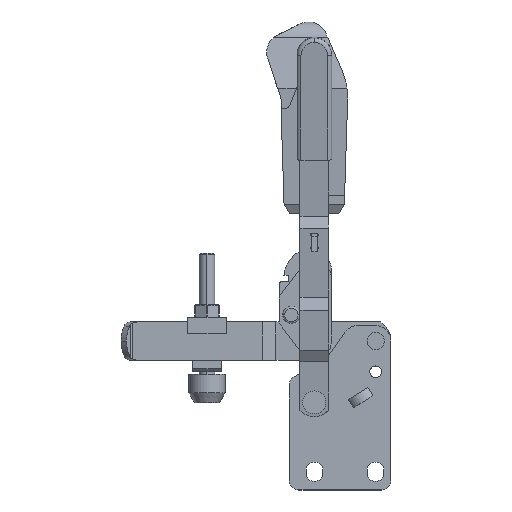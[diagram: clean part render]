
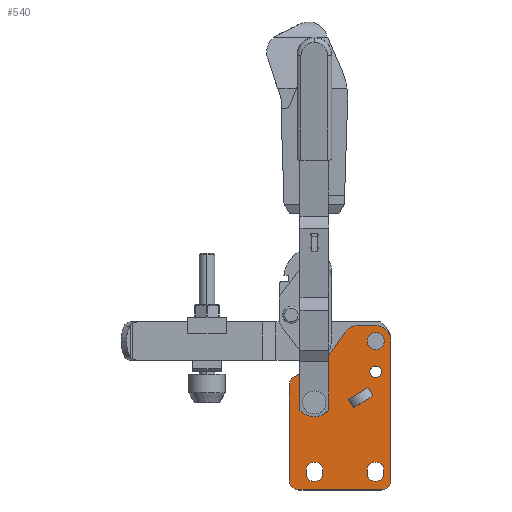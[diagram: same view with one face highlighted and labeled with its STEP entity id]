
A CAD part, top view. The second image highlights one B-rep face of the part: STEP entity #540.
In plain terms, the highlighted planar face has unit normal (0, 0, 1).
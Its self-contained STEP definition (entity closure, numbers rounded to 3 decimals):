
#540=ADVANCED_FACE('NONE',(#1531,#1532,#1533,#1534,#1535,#1536,#1537),#1538,.T.);
#1531=FACE_OUTER_BOUND('',#3048,.T.);
#1532=FACE_BOUND('',#3049,.T.);
#1533=FACE_BOUND('',#3050,.T.);
#1534=FACE_BOUND('',#3051,.T.);
#1535=FACE_BOUND('',#3052,.T.);
#1536=FACE_BOUND('',#3053,.T.);
#1537=FACE_BOUND('',#3054,.T.);
#1538=PLANE('',#3055);
#3048=EDGE_LOOP('',(#4608,#4609,#4610,#4611,#4612,#4613,#4614,#4615,#4616,#4617,#4618,#4619));
#3049=EDGE_LOOP('',(#4620,#4621));
#3050=EDGE_LOOP('',(#4622,#4623));
#3051=EDGE_LOOP('',(#4624,#4625,#4626,#4627));
#3052=EDGE_LOOP('',(#4628,#4629,#4630,#4631));
#3053=EDGE_LOOP('',(#4632,#4633));
#3054=EDGE_LOOP('',(#4634,#4635,#4636,#4637));
#3055=AXIS2_PLACEMENT_3D('',#4638,#4639,#4640);
#4608=ORIENTED_EDGE('',*,*,#8889,.T.);
#4609=ORIENTED_EDGE('',*,*,#8890,.T.);
#4610=ORIENTED_EDGE('',*,*,#8891,.T.);
#4611=ORIENTED_EDGE('',*,*,#8892,.T.);
#4612=ORIENTED_EDGE('',*,*,#8893,.T.);
#4613=ORIENTED_EDGE('',*,*,#8894,.T.);
#4614=ORIENTED_EDGE('',*,*,#8895,.T.);
#4615=ORIENTED_EDGE('',*,*,#8896,.T.);
#4616=ORIENTED_EDGE('',*,*,#8897,.T.);
#4617=ORIENTED_EDGE('',*,*,#8898,.F.);
#4618=ORIENTED_EDGE('',*,*,#8899,.T.);
#4619=ORIENTED_EDGE('',*,*,#8900,.T.);
#4620=ORIENTED_EDGE('',*,*,#8809,.T.);
#4621=ORIENTED_EDGE('',*,*,#8901,.T.);
#4622=ORIENTED_EDGE('',*,*,#8819,.T.);
#4623=ORIENTED_EDGE('',*,*,#8902,.T.);
#4624=ORIENTED_EDGE('',*,*,#8903,.F.);
#4625=ORIENTED_EDGE('',*,*,#8904,.F.);
#4626=ORIENTED_EDGE('',*,*,#8905,.F.);
#4627=ORIENTED_EDGE('',*,*,#8906,.F.);
#4628=ORIENTED_EDGE('',*,*,#8907,.F.);
#4629=ORIENTED_EDGE('',*,*,#8908,.F.);
#4630=ORIENTED_EDGE('',*,*,#8909,.F.);
#4631=ORIENTED_EDGE('',*,*,#8910,.F.);
#4632=ORIENTED_EDGE('',*,*,#8837,.F.);
#4633=ORIENTED_EDGE('',*,*,#8911,.F.);
#4634=ORIENTED_EDGE('',*,*,#8885,.F.);
#4635=ORIENTED_EDGE('',*,*,#8912,.T.);
#4636=ORIENTED_EDGE('',*,*,#8883,.T.);
#4637=ORIENTED_EDGE('',*,*,#8913,.F.);
#4638=CARTESIAN_POINT('',(-40.0,-72.7,7.0));
#4639=DIRECTION('',(0.0,0.0,1.0));
#4640=DIRECTION('',(1.0,0.0,0.0));
#8809=EDGE_CURVE('NONE',#10514,#10512,#10515,.T.);
#8819=EDGE_CURVE('NONE',#10532,#10530,#10533,.T.);
#8837=EDGE_CURVE('NONE',#10563,#10564,#10565,.T.);
#8883=EDGE_CURVE('NONE',#10647,#10644,#10648,.T.);
#8885=EDGE_CURVE('NONE',#10649,#10645,#10651,.T.);
#8889=EDGE_CURVE('NONE',#10655,#10656,#10657,.T.);
#8890=EDGE_CURVE('NONE',#10656,#10658,#10659,.T.);
#8891=EDGE_CURVE('NONE',#10658,#10660,#10661,.T.);
#8892=EDGE_CURVE('NONE',#10660,#10662,#10663,.T.);
#8893=EDGE_CURVE('NONE',#10662,#10664,#10665,.T.);
#8894=EDGE_CURVE('NONE',#10664,#10666,#10667,.T.);
#8895=EDGE_CURVE('NONE',#10666,#10668,#10669,.T.);
#8896=EDGE_CURVE('NONE',#10668,#10670,#10671,.T.);
#8897=EDGE_CURVE('NONE',#10670,#10672,#10673,.T.);
#8898=EDGE_CURVE('NONE',#10674,#10672,#10675,.T.);
#8899=EDGE_CURVE('NONE',#10674,#10676,#10677,.T.);
#8900=EDGE_CURVE('NONE',#10676,#10655,#10678,.T.);
#8901=EDGE_CURVE('NONE',#10512,#10514,#10679,.T.);
#8902=EDGE_CURVE('NONE',#10530,#10532,#10680,.T.);
#8903=EDGE_CURVE('NONE',#10681,#10682,#10683,.T.);
#8904=EDGE_CURVE('NONE',#10684,#10681,#10685,.T.);
#8905=EDGE_CURVE('NONE',#10686,#10684,#10687,.T.);
#8906=EDGE_CURVE('NONE',#10682,#10686,#10688,.T.);
#8907=EDGE_CURVE('NONE',#10689,#10690,#10691,.T.);
#8908=EDGE_CURVE('NONE',#10692,#10689,#10693,.T.);
#8909=EDGE_CURVE('NONE',#10694,#10692,#10695,.T.);
#8910=EDGE_CURVE('NONE',#10690,#10694,#10696,.T.);
#8911=EDGE_CURVE('NONE',#10564,#10563,#10697,.T.);
#8912=EDGE_CURVE('NONE',#10649,#10647,#10698,.T.);
#8913=EDGE_CURVE('NONE',#10645,#10644,#10699,.T.);
#10512=VERTEX_POINT('NONE',#13016);
#10514=VERTEX_POINT('NONE',#13019);
#10515=CIRCLE('',#13020,3.0);
#10530=VERTEX_POINT('NONE',#13038);
#10532=VERTEX_POINT('NONE',#13041);
#10533=CIRCLE('',#13042,3.0);
#10563=VERTEX_POINT('NONE',#13079);
#10564=VERTEX_POINT('NONE',#13080);
#10565=CIRCLE('',#13081,3.0);
#10644=VERTEX_POINT('NONE',#13180);
#10645=VERTEX_POINT('NONE',#13181);
#10647=VERTEX_POINT('NONE',#13183);
#10648=LINE('',#13184,#13185);
#10649=VERTEX_POINT('NONE',#13186);
#10651=LINE('',#13188,#13189);
#10655=VERTEX_POINT('NONE',#13193);
#10656=VERTEX_POINT('NONE',#13194);
#10657=LINE('',#13195,#13196);
#10658=VERTEX_POINT('NONE',#13197);
#10659=CIRCLE('',#13198,5.0);
#10660=VERTEX_POINT('NONE',#13199);
#10661=LINE('',#13200,#13201);
#10662=VERTEX_POINT('NONE',#13202);
#10663=CIRCLE('',#13203,5.0);
#10664=VERTEX_POINT('NONE',#13204);
#10665=LINE('',#13205,#13206);
#10666=VERTEX_POINT('NONE',#13207);
#10667=CIRCLE('',#13208,8.0);
#10668=VERTEX_POINT('NONE',#13209);
#10669=LINE('',#13210,#13211);
#10670=VERTEX_POINT('NONE',#13212);
#10671=CIRCLE('',#13213,8.0);
#10672=VERTEX_POINT('NONE',#13214);
#10673=LINE('',#13215,#13216);
#10674=VERTEX_POINT('NONE',#13217);
#10675=CIRCLE('',#13218,10.5);
#10676=VERTEX_POINT('NONE',#13219);
#10677=LINE('',#13220,#13221);
#10678=CIRCLE('',#13222,5.0);
#10679=CIRCLE('',#13223,3.0);
#10680=CIRCLE('',#13224,3.0);
#10681=VERTEX_POINT('NONE',#13225);
#10682=VERTEX_POINT('NONE',#13226);
#10683=CIRCLE('',#13227,5.0);
#10684=VERTEX_POINT('NONE',#13228);
#10685=LINE('',#13229,#13230);
#10686=VERTEX_POINT('NONE',#13231);
#10687=CIRCLE('',#13232,5.0);
#10688=LINE('',#13233,#13234);
#10689=VERTEX_POINT('NONE',#13235);
#10690=VERTEX_POINT('NONE',#13236);
#10691=LINE('',#13237,#13238);
#10692=VERTEX_POINT('NONE',#13239);
#10693=CIRCLE('',#13240,5.0);
#10694=VERTEX_POINT('NONE',#13241);
#10695=LINE('',#13242,#13243);
#10696=CIRCLE('',#13244,5.0);
#10697=CIRCLE('',#13245,3.0);
#10698=LINE('',#13246,#13247);
#10699=LINE('',#13248,#13249);
#13016=CARTESIAN_POINT('',(3.0,-16.0,7.0));
#13019=CARTESIAN_POINT('',(-3.,-16.0,7.0));
#13020=AXIS2_PLACEMENT_3D('',#17216,#17217,#17218);
#13038=CARTESIAN_POINT('',(-29.0,-32.0,7.0));
#13041=CARTESIAN_POINT('',(-35.0,-32.0,7.0));
#13042=AXIS2_PLACEMENT_3D('',#17232,#17233,#17234);
#13079=CARTESIAN_POINT('',(-3.,0.0,7.0));
#13080=CARTESIAN_POINT('',(3.0,0.0,7.0));
#13081=AXIS2_PLACEMENT_3D('',#17260,#17261,#17262);
#13180=CARTESIAN_POINT('',(-1.414,-28.519,7.0));
#13181=CARTESIAN_POINT('',(-11.591,-34.878,7.0));
#13183=CARTESIAN_POINT('',(-4.064,-24.279,7.0));
#13184=CARTESIAN_POINT('',(-4.064,-24.279,7.0));
#13185=VECTOR('',#17343,1000.0);
#13186=CARTESIAN_POINT('',(-14.241,-30.638,7.0));
#13188=CARTESIAN_POINT('',(-14.241,-30.638,7.0));
#13189=VECTOR('',#17347,1000.0);
#13193=CARTESIAN_POINT('',(-45.0,-22.9,7.0));
#13194=CARTESIAN_POINT('',(-45.0,-72.7,7.0));
#13195=CARTESIAN_POINT('',(-45.0,-22.9,7.0));
#13196=VECTOR('',#17351,1000.0);
#13197=CARTESIAN_POINT('',(-40.0,-77.7,7.0));
#13198=AXIS2_PLACEMENT_3D('',#17352,#17353,#17354);
#13199=CARTESIAN_POINT('',(3.0,-77.7,7.0));
#13200=CARTESIAN_POINT('',(-40.0,-77.7,7.0));
#13201=VECTOR('',#17355,1000.0);
#13202=CARTESIAN_POINT('',(8.0,-72.7,7.0));
#13203=AXIS2_PLACEMENT_3D('',#17356,#17357,#17358);
#13204=CARTESIAN_POINT('',(8.0,0.0,7.0));
#13205=CARTESIAN_POINT('',(8.0,-72.7,7.0));
#13206=VECTOR('',#17359,1000.0);
#13207=CARTESIAN_POINT('',(0.0,8.0,7.0));
#13208=AXIS2_PLACEMENT_3D('',#17360,#17361,#17362);
#13209=CARTESIAN_POINT('',(-9.5,8.0,7.0));
#13210=CARTESIAN_POINT('',(0.0,8.0,7.0));
#13211=VECTOR('',#17363,1000.0);
#13212=CARTESIAN_POINT('',(-16.078,4.553,7.0));
#13213=AXIS2_PLACEMENT_3D('',#17364,#17365,#17366);
#13214=CARTESIAN_POINT('',(-23.367,-5.976,7.0));
#13215=CARTESIAN_POINT('',(-16.078,4.553,7.0));
#13216=VECTOR('',#17367,1000.0);
#13217=CARTESIAN_POINT('',(-26.588,-8.998,7.0));
#13218=AXIS2_PLACEMENT_3D('',#17368,#17369,#17370);
#13219=CARTESIAN_POINT('',(-42.577,-18.615,7.0));
#13220=CARTESIAN_POINT('',(-26.588,-8.998,7.0));
#13221=VECTOR('',#17371,1000.0);
#13222=AXIS2_PLACEMENT_3D('',#17372,#17373,#17374);
#13223=AXIS2_PLACEMENT_3D('',#17375,#17376,#17377);
#13224=AXIS2_PLACEMENT_3D('',#17378,#17379,#17380);
#13225=CARTESIAN_POINT('',(-27.7,-65.649,7.0));
#13226=CARTESIAN_POINT('',(-36.3,-65.649,7.0));
#13227=AXIS2_PLACEMENT_3D('',#17381,#17382,#17383);
#13228=CARTESIAN_POINT('',(-27.7,-70.751,7.0));
#13229=CARTESIAN_POINT('',(-27.7,-70.751,7.0));
#13230=VECTOR('',#17384,1000.0);
#13231=CARTESIAN_POINT('',(-36.3,-70.751,7.0));
#13232=AXIS2_PLACEMENT_3D('',#17385,#17386,#17387);
#13233=CARTESIAN_POINT('',(-36.3,-65.649,7.0));
#13234=VECTOR('',#17388,1000.0);
#13235=CARTESIAN_POINT('',(-4.3,-65.649,7.0));
#13236=CARTESIAN_POINT('',(-4.3,-70.751,7.0));
#13237=CARTESIAN_POINT('',(-4.3,-65.649,7.0));
#13238=VECTOR('',#17389,1000.0);
#13239=CARTESIAN_POINT('',(4.3,-65.649,7.0));
#13240=AXIS2_PLACEMENT_3D('',#17390,#17391,#17392);
#13241=CARTESIAN_POINT('',(4.3,-70.751,7.0));
#13242=CARTESIAN_POINT('',(4.3,-70.751,7.0));
#13243=VECTOR('',#17393,1000.0);
#13244=AXIS2_PLACEMENT_3D('',#17394,#17395,#17396);
#13245=AXIS2_PLACEMENT_3D('',#17397,#17398,#17399);
#13246=CARTESIAN_POINT('',(-14.241,-30.638,7.0));
#13247=VECTOR('',#17400,1000.0);
#13248=CARTESIAN_POINT('',(-11.591,-34.878,7.0));
#13249=VECTOR('',#17401,1000.0);
#17216=CARTESIAN_POINT('',(0.0,-16.0,7.0));
#17217=DIRECTION('',(0.0,0.0,-1.0));
#17218=DIRECTION('',(1.0,0.0,0.0));
#17232=CARTESIAN_POINT('',(-32.0,-32.0,7.0));
#17233=DIRECTION('',(0.0,0.0,-1.0));
#17234=DIRECTION('',(1.0,0.0,0.0));
#17260=CARTESIAN_POINT('',(0.0,0.0,7.0));
#17261=DIRECTION('',(0.0,0.0,1.0));
#17262=DIRECTION('',(1.0,0.0,0.0));
#17343=DIRECTION('',(0.53,-0.848,0.0));
#17347=DIRECTION('',(0.53,-0.848,0.0));
#17351=DIRECTION('',(0.0,-1.0,0.0));
#17352=CARTESIAN_POINT('',(-40.0,-72.7,7.0));
#17353=DIRECTION('',(0.0,0.0,1.0));
#17354=DIRECTION('',(1.0,0.0,0.0));
#17355=DIRECTION('',(1.0,0.0,0.0));
#17356=CARTESIAN_POINT('',(3.0,-72.7,7.0));
#17357=DIRECTION('',(0.0,0.0,1.0));
#17358=DIRECTION('',(1.0,0.0,0.0));
#17359=DIRECTION('',(0.0,1.0,0.0));
#17360=CARTESIAN_POINT('',(0.0,0.0,7.0));
#17361=DIRECTION('',(0.0,0.0,1.0));
#17362=DIRECTION('',(1.0,0.0,0.0));
#17363=DIRECTION('',(-1.0,0.0,0.0));
#17364=CARTESIAN_POINT('',(-9.5,0.0,7.0));
#17365=DIRECTION('',(0.0,0.0,1.0));
#17366=DIRECTION('',(1.0,0.0,0.0));
#17367=DIRECTION('',(-0.569,-0.822,0.0));
#17368=CARTESIAN_POINT('',(-32.0,0.0,7.0));
#17369=DIRECTION('',(0.0,0.0,1.0));
#17370=DIRECTION('',(1.0,0.0,0.0));
#17371=DIRECTION('',(-0.857,-0.515,0.0));
#17372=CARTESIAN_POINT('',(-40.0,-22.9,7.0));
#17373=DIRECTION('',(0.0,0.0,1.0));
#17374=DIRECTION('',(1.0,0.0,0.0));
#17375=CARTESIAN_POINT('',(0.0,-16.0,7.0));
#17376=DIRECTION('',(0.0,0.0,-1.0));
#17377=DIRECTION('',(1.0,0.0,0.0));
#17378=CARTESIAN_POINT('',(-32.0,-32.0,7.0));
#17379=DIRECTION('',(0.0,0.0,-1.0));
#17380=DIRECTION('',(1.0,0.0,0.0));
#17381=CARTESIAN_POINT('',(-32.0,-68.2,7.0));
#17382=DIRECTION('',(0.0,0.0,1.0));
#17383=DIRECTION('',(1.0,0.0,0.0));
#17384=DIRECTION('',(0.0,1.0,0.0));
#17385=CARTESIAN_POINT('',(-32.0,-68.2,7.0));
#17386=DIRECTION('',(0.0,0.0,1.0));
#17387=DIRECTION('',(1.0,0.0,0.0));
#17388=DIRECTION('',(0.0,-1.0,0.0));
#17389=DIRECTION('',(0.0,-1.0,0.0));
#17390=CARTESIAN_POINT('',(0.0,-68.2,7.0));
#17391=DIRECTION('',(0.0,0.0,1.0));
#17392=DIRECTION('',(1.0,0.0,0.0));
#17393=DIRECTION('',(0.0,1.0,0.0));
#17394=CARTESIAN_POINT('',(0.0,-68.2,7.0));
#17395=DIRECTION('',(0.0,0.0,1.0));
#17396=DIRECTION('',(1.0,0.0,0.0));
#17397=CARTESIAN_POINT('',(0.0,0.0,7.0));
#17398=DIRECTION('',(0.0,0.0,1.0));
#17399=DIRECTION('',(1.0,0.0,0.0));
#17400=DIRECTION('',(0.848,0.53,0.));
#17401=DIRECTION('',(0.848,0.53,0.));
